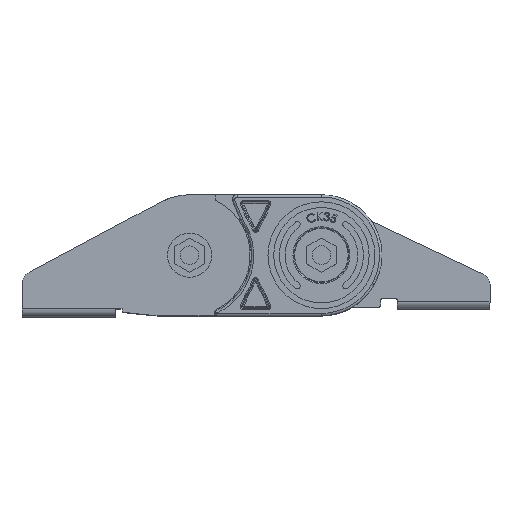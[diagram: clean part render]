
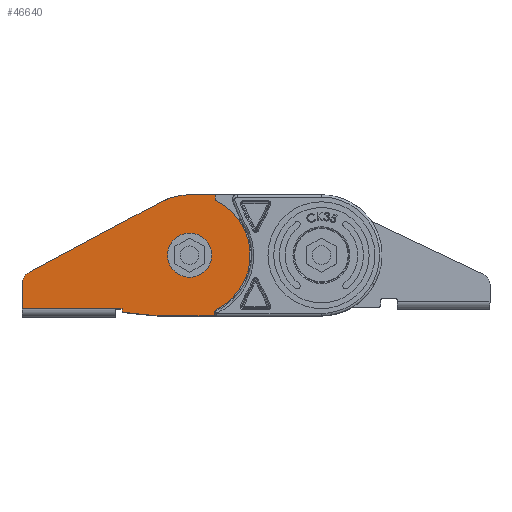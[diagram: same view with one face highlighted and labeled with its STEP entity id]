
A CAD part, top view. The second image highlights one B-rep face of the part: STEP entity #46640.
In plain terms, the highlighted planar face has unit normal (0, 0, 1).
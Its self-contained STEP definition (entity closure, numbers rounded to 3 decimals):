
#3 = CARTESIAN_POINT ( 'NONE',  ( -62.258, 95.899, -4.066 ) ) ;
#837 = VERTEX_POINT ( 'NONE', #8838 ) ;
#1255 = AXIS2_PLACEMENT_3D ( 'NONE', #27964, #15470, #41359 ) ;
#2161 = LINE ( 'NONE', #21455, #20716 ) ;
#2358 = VERTEX_POINT ( 'NONE', #17607 ) ;
#2395 = ORIENTED_EDGE ( 'NONE', *, *, #3331, .T. ) ;
#2965 = EDGE_CURVE ( 'NONE', #52893, #45751, #27882, .T. ) ;
#3131 = EDGE_CURVE ( 'NONE', #52651, #49270, #52736, .T. ) ;
#3194 = CARTESIAN_POINT ( 'NONE',  ( -131.082, 88.654, -4.066 ) ) ;
#3331 = EDGE_CURVE ( 'NONE', #17600, #22212, #30984, .T. ) ;
#3637 = DIRECTION ( 'NONE',  ( 0., -1., 0. ) ) ;
#3694 = CARTESIAN_POINT ( 'NONE',  ( -62.258, 95.899, -4.066 ) ) ;
#4461 = EDGE_CURVE ( 'NONE', #49270, #33799, #20735, .T. ) ;
#4604 = DIRECTION ( 'NONE',  ( 0., 0., 1. ) ) ;
#5510 = EDGE_CURVE ( 'NONE', #39154, #37532, #24476, .T. ) ;
#6230 = DIRECTION ( 'NONE',  ( 0.995, -0.103, 0. ) ) ;
#6350 = EDGE_LOOP ( 'NONE', ( #49055, #18579 ) ) ;
#6433 = AXIS2_PLACEMENT_3D ( 'NONE', #30199, #38794, #42318 ) ;
#7464 = AXIS2_PLACEMENT_3D ( 'NONE', #3, #24104, #40513 ) ;
#7675 = VECTOR ( 'NONE', #51620, 1000. ) ;
#8029 = ORIENTED_EDGE ( 'NONE', *, *, #16620, .T. ) ;
#8737 = DIRECTION ( 'NONE',  ( -1., 0., 0. ) ) ;
#8838 = CARTESIAN_POINT ( 'NONE',  ( -78.297, 70.059, -4.066 ) ) ;
#8928 = VECTOR ( 'NONE', #42579, 1000. ) ;
#9283 = AXIS2_PLACEMENT_3D ( 'NONE', #47337, #51073, #14516 ) ;
#9909 = CARTESIAN_POINT ( 'NONE',  ( -62.258, 95.899, -4.066 ) ) ;
#9982 = AXIS2_PLACEMENT_3D ( 'NONE', #9909, #17931, #34494 ) ;
#10775 = EDGE_CURVE ( 'NONE', #17282, #52651, #37430, .T. ) ;
#11690 = VECTOR ( 'NONE', #50730, 1000. ) ;
#12230 = CARTESIAN_POINT ( 'NONE',  ( -51.258, 121.899, -4.066 ) ) ;
#12450 = EDGE_CURVE ( 'NONE', #2358, #22183, #2161, .T. ) ;
#13992 = LINE ( 'NONE', #46532, #15217 ) ;
#14314 = VERTEX_POINT ( 'NONE', #35242 ) ;
#14516 = DIRECTION ( 'NONE',  ( 1., 0., 0. ) ) ;
#15217 = VECTOR ( 'NONE', #29988, 1000. ) ;
#15470 = DIRECTION ( 'NONE',  ( 0., 0., 1. ) ) ;
#15627 = EDGE_CURVE ( 'NONE', #37532, #31207, #45313, .T. ) ;
#15653 = FACE_OUTER_BOUND ( 'NONE', #47392, .T. ) ;
#15674 = ORIENTED_EDGE ( 'NONE', *, *, #5510, .T. ) ;
#16066 = EDGE_CURVE ( 'NONE', #26368, #39154, #44655, .T. ) ;
#16615 = ORIENTED_EDGE ( 'NONE', *, *, #12450, .F. ) ;
#16620 = EDGE_CURVE ( 'NONE', #22212, #837, #50386, .T. ) ;
#17282 = VERTEX_POINT ( 'NONE', #12230 ) ;
#17600 = VERTEX_POINT ( 'NONE', #25768 ) ;
#17607 = CARTESIAN_POINT ( 'NONE',  ( -94.258, 72.839, -4.066 ) ) ;
#17931 = DIRECTION ( 'NONE',  ( 0., 0., 1. ) ) ;
#18237 = FACE_BOUND ( 'NONE', #6350, .T. ) ;
#18338 = ORIENTED_EDGE ( 'NONE', *, *, #4461, .T. ) ;
#18579 = ORIENTED_EDGE ( 'NONE', *, *, #41455, .F. ) ;
#18754 = EDGE_CURVE ( 'NONE', #47698, #17600, #38773, .T. ) ;
#19165 = CARTESIAN_POINT ( 'NONE',  ( -75.21, 69.899, -4.066 ) ) ;
#19748 = LINE ( 'NONE', #34024, #8928 ) ;
#19877 = ORIENTED_EDGE ( 'NONE', *, *, #52288, .T. ) ;
#20072 = CARTESIAN_POINT ( 'NONE',  ( -62.258, 121.899, -4.066 ) ) ;
#20716 = VECTOR ( 'NONE', #20933, 1000. ) ;
#20735 = LINE ( 'NONE', #30730, #50701 ) ;
#20901 = EDGE_CURVE ( 'NONE', #14314, #22183, #32810, .T. ) ;
#20912 = CARTESIAN_POINT ( 'NONE',  ( -51.258, 69.899, -4.066 ) ) ;
#20933 = DIRECTION ( 'NONE',  ( -1., 0., 0. ) ) ;
#21455 = CARTESIAN_POINT ( 'NONE',  ( -62.258, 72.839, -4.066 ) ) ;
#21932 = ORIENTED_EDGE ( 'NONE', *, *, #10775, .T. ) ;
#22183 = VERTEX_POINT ( 'NONE', #28330 ) ;
#22212 = VERTEX_POINT ( 'NONE', #24254 ) ;
#22403 = AXIS2_PLACEMENT_3D ( 'NONE', #3694, #36565, #52918 ) ;
#23253 = ORIENTED_EDGE ( 'NONE', *, *, #24480, .T. ) ;
#24104 = DIRECTION ( 'NONE',  ( 0., 0., 1. ) ) ;
#24254 = CARTESIAN_POINT ( 'NONE',  ( -91.258, 71.399, -4.066 ) ) ;
#24476 = LINE ( 'NONE', #37783, #11690 ) ;
#24480 = EDGE_CURVE ( 'NONE', #2358, #47698, #13992, .T. ) ;
#25154 = CARTESIAN_POINT ( 'NONE',  ( -62.258, 121.899, -4.066 ) ) ;
#25768 = CARTESIAN_POINT ( 'NONE',  ( -91.258, 72.899, -4.066 ) ) ;
#26368 = VERTEX_POINT ( 'NONE', #30409 ) ;
#26653 = DIRECTION ( 'NONE',  ( -0.882, -0.471, 0. ) ) ;
#26927 = DIRECTION ( 'NONE',  ( 1., 0., 0. ) ) ;
#27882 = CIRCLE ( 'NONE', #6433, 8. ) ;
#27964 = CARTESIAN_POINT ( 'NONE',  ( -75.21, 99.899, -4.066 ) ) ;
#28330 = CARTESIAN_POINT ( 'NONE',  ( -134.258, 72.839, -4.066 ) ) ;
#29076 = CARTESIAN_POINT ( 'NONE',  ( -62.258, 95.899, -4.066 ) ) ;
#29988 = DIRECTION ( 'NONE',  ( 0., 1., 0. ) ) ;
#30199 = CARTESIAN_POINT ( 'NONE',  ( -62.258, 95.899, -4.066 ) ) ;
#30409 = CARTESIAN_POINT ( 'NONE',  ( -75.21, 69.899, -4.066 ) ) ;
#30614 = VECTOR ( 'NONE', #6230, 1000. ) ;
#30730 = CARTESIAN_POINT ( 'NONE',  ( -134.258, 86.959, -4.066 ) ) ;
#30984 = LINE ( 'NONE', #52334, #48863 ) ;
#31207 = VERTEX_POINT ( 'NONE', #44155 ) ;
#31850 = ORIENTED_EDGE ( 'NONE', *, *, #3131, .T. ) ;
#32281 = CIRCLE ( 'NONE', #52826, 8. ) ;
#32471 = DIRECTION ( 'NONE',  ( 0., 1., 0. ) ) ;
#32746 = CARTESIAN_POINT ( 'NONE',  ( -62.258, 103.899, -4.066 ) ) ;
#32810 = LINE ( 'NONE', #39400, #41090 ) ;
#33079 = CARTESIAN_POINT ( 'NONE',  ( -51.258, 72.341, -4.066 ) ) ;
#33799 = VERTEX_POINT ( 'NONE', #3194 ) ;
#34024 = CARTESIAN_POINT ( 'NONE',  ( -51.258, 121.899, -4.066 ) ) ;
#34494 = DIRECTION ( 'NONE',  ( 0., 1., 0. ) ) ;
#35242 = CARTESIAN_POINT ( 'NONE',  ( -134.258, 83.36, -4.066 ) ) ;
#35461 = CIRCLE ( 'NONE', #9283, 6. ) ;
#36565 = DIRECTION ( 'NONE',  ( 0., 0., 1. ) ) ;
#37430 = LINE ( 'NONE', #25154, #46957 ) ;
#37532 = VERTEX_POINT ( 'NONE', #33079 ) ;
#37783 = CARTESIAN_POINT ( 'NONE',  ( -51.258, 72.341, -4.066 ) ) ;
#38773 = LINE ( 'NONE', #47956, #51428 ) ;
#38794 = DIRECTION ( 'NONE',  ( 0., 0., 1. ) ) ;
#39081 = ORIENTED_EDGE ( 'NONE', *, *, #16066, .T. ) ;
#39154 = VERTEX_POINT ( 'NONE', #20912 ) ;
#39400 = CARTESIAN_POINT ( 'NONE',  ( -134.258, 52.399, -4.066 ) ) ;
#40513 = DIRECTION ( 'NONE',  ( 0., 1., 0. ) ) ;
#41014 = ORIENTED_EDGE ( 'NONE', *, *, #18754, .T. ) ;
#41090 = VECTOR ( 'NONE', #43451, 1000. ) ;
#41359 = DIRECTION ( 'NONE',  ( 0., 1., 0. ) ) ;
#41455 = EDGE_CURVE ( 'NONE', #45751, #52893, #32281, .T. ) ;
#42286 = CARTESIAN_POINT ( 'NONE',  ( -78.297, 70.059, -4.066 ) ) ;
#42318 = DIRECTION ( 'NONE',  ( 0., 1., 0. ) ) ;
#42579 = DIRECTION ( 'NONE',  ( 0., 1., 0. ) ) ;
#43451 = DIRECTION ( 'NONE',  ( 0., -1., 0. ) ) ;
#43465 = CIRCLE ( 'NONE', #1255, 30. ) ;
#44155 = CARTESIAN_POINT ( 'NONE',  ( -51.258, 119.458, -4.066 ) ) ;
#44655 = LINE ( 'NONE', #19165, #7675 ) ;
#45313 = CIRCLE ( 'NONE', #22403, 26. ) ;
#45751 = VERTEX_POINT ( 'NONE', #32746 ) ;
#46027 = ORIENTED_EDGE ( 'NONE', *, *, #20901, .T. ) ;
#46274 = EDGE_CURVE ( 'NONE', #33799, #14314, #35461, .T. ) ;
#46532 = CARTESIAN_POINT ( 'NONE',  ( -94.258, 72.899, -4.066 ) ) ;
#46640 = ADVANCED_FACE ( 'NONE', ( #15653, #18237 ), #50543, .T. ) ;
#46957 = VECTOR ( 'NONE', #8737, 1000. ) ;
#47337 = CARTESIAN_POINT ( 'NONE',  ( -128.258, 83.36, -4.066 ) ) ;
#47392 = EDGE_LOOP ( 'NONE', ( #18338, #52921, #46027, #16615, #23253, #41014, #2395, #8029, #48247, #39081, #15674, #50605, #19877, #21932, #31850 ) ) ;
#47698 = VERTEX_POINT ( 'NONE', #47892 ) ;
#47892 = CARTESIAN_POINT ( 'NONE',  ( -94.258, 72.899, -4.066 ) ) ;
#47956 = CARTESIAN_POINT ( 'NONE',  ( -94.258, 72.899, -4.066 ) ) ;
#48247 = ORIENTED_EDGE ( 'NONE', *, *, #50867, .T. ) ;
#48863 = VECTOR ( 'NONE', #3637, 1000. ) ;
#49055 = ORIENTED_EDGE ( 'NONE', *, *, #2965, .F. ) ;
#49270 = VERTEX_POINT ( 'NONE', #50760 ) ;
#50007 = CARTESIAN_POINT ( 'NONE',  ( -62.258, 87.899, -4.066 ) ) ;
#50386 = LINE ( 'NONE', #42286, #30614 ) ;
#50543 = PLANE ( 'NONE',  #9982 ) ;
#50605 = ORIENTED_EDGE ( 'NONE', *, *, #15627, .T. ) ;
#50701 = VECTOR ( 'NONE', #26653, 1000. ) ;
#50730 = DIRECTION ( 'NONE',  ( 0., 1., 0. ) ) ;
#50760 = CARTESIAN_POINT ( 'NONE',  ( -74.495, 118.839, -4.066 ) ) ;
#50867 = EDGE_CURVE ( 'NONE', #837, #26368, #43465, .T. ) ;
#51073 = DIRECTION ( 'NONE',  ( 0., 0., 1. ) ) ;
#51428 = VECTOR ( 'NONE', #26927, 1000. ) ;
#51620 = DIRECTION ( 'NONE',  ( 1., 0., 0. ) ) ;
#52288 = EDGE_CURVE ( 'NONE', #31207, #17282, #19748, .T. ) ;
#52334 = CARTESIAN_POINT ( 'NONE',  ( -91.258, 72.899, -4.066 ) ) ;
#52651 = VERTEX_POINT ( 'NONE', #20072 ) ;
#52736 = CIRCLE ( 'NONE', #7464, 26. ) ;
#52826 = AXIS2_PLACEMENT_3D ( 'NONE', #29076, #4604, #32471 ) ;
#52893 = VERTEX_POINT ( 'NONE', #50007 ) ;
#52918 = DIRECTION ( 'NONE',  ( 0., 1., 0. ) ) ;
#52921 = ORIENTED_EDGE ( 'NONE', *, *, #46274, .T. ) ;
